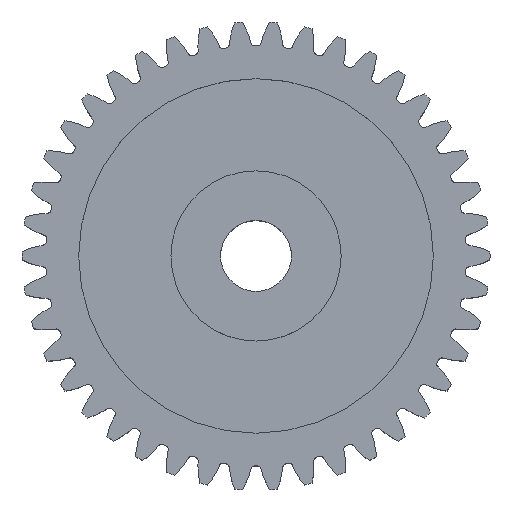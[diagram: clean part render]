
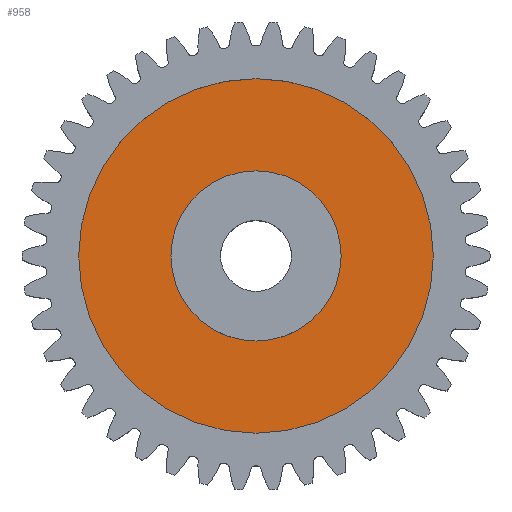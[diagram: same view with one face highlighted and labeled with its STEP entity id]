
A CAD part, top view. The second image highlights one B-rep face of the part: STEP entity #958.
In plain terms, the highlighted planar face has unit normal (0, 0, 1).
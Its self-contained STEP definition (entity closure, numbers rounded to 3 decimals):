
#91 = VERTEX_POINT ( 'NONE', #3707 ) ;
#118 = VERTEX_POINT ( 'NONE', #3544 ) ;
#120 = EDGE_CURVE ( 'NONE', #91, #118, #3543, .T. ) ;
#155 = VERTEX_POINT ( 'NONE', #3572 ) ;
#160 = VERTEX_POINT ( 'NONE', #3617 ) ;
#161 = EDGE_CURVE ( 'NONE', #160, #155, #3660, .T. ) ;
#943 = EDGE_LOOP ( 'NONE', ( #959, #952 ) ) ;
#945 = EDGE_CURVE ( 'NONE', #118, #91, #4941, .T. ) ;
#946 = EDGE_CURVE ( 'NONE', #155, #160, #5117, .T. ) ;
#952 = ORIENTED_EDGE ( 'NONE', *, *, #946, .T. ) ;
#958 = ADVANCED_FACE ( 'NONE', ( #4973, #4929 ), #4927, .F. ) ;
#959 = ORIENTED_EDGE ( 'NONE', *, *, #161, .T. ) ;
#960 = ORIENTED_EDGE ( 'NONE', *, *, #120, .F. ) ;
#965 = ORIENTED_EDGE ( 'NONE', *, *, #945, .F. ) ;
#1011 = EDGE_LOOP ( 'NONE', ( #965, #960 ) ) ;
#3543 = CIRCLE ( 'NONE', #3592, 25. ) ;
#3544 = CARTESIAN_POINT ( 'NONE',  ( -25., 0., 8.5 ) ) ;
#3572 = CARTESIAN_POINT ( 'NONE',  ( 12., 0., 8.5 ) ) ;
#3589 = DIRECTION ( 'NONE',  ( -1., 0., 0. ) ) ;
#3590 = DIRECTION ( 'NONE',  ( 0., 0., -1. ) ) ;
#3591 = CARTESIAN_POINT ( 'NONE',  ( 0., 0., 8.5 ) ) ;
#3592 = AXIS2_PLACEMENT_3D ( 'NONE', #3591, #3590, #3589 ) ;
#3617 = CARTESIAN_POINT ( 'NONE',  ( -12., 0., 8.5 ) ) ;
#3618 = CARTESIAN_POINT ( 'NONE',  ( 0., 0., 8.5 ) ) ;
#3651 = DIRECTION ( 'NONE',  ( -1., 0., 0. ) ) ;
#3652 = DIRECTION ( 'NONE',  ( 0., 0., -1. ) ) ;
#3655 = AXIS2_PLACEMENT_3D ( 'NONE', #3618, #3652, #3651 ) ;
#3660 = CIRCLE ( 'NONE', #3655, 12. ) ;
#3707 = CARTESIAN_POINT ( 'NONE',  ( 25., 0., 8.5 ) ) ;
#4920 = AXIS2_PLACEMENT_3D ( 'NONE', #4948, #4984, #4983 ) ;
#4923 = DIRECTION ( 'NONE',  ( -1., 0., 0. ) ) ;
#4924 = DIRECTION ( 'NONE',  ( 0., 0., -1. ) ) ;
#4925 = AXIS2_PLACEMENT_3D ( 'NONE', #4940, #4924, #4923 ) ;
#4927 = PLANE ( 'NONE',  #4974 ) ;
#4929 = FACE_OUTER_BOUND ( 'NONE', #1011, .T. ) ;
#4940 = CARTESIAN_POINT ( 'NONE',  ( 0., 0., 8.5 ) ) ;
#4941 = CIRCLE ( 'NONE', #4925, 25. ) ;
#4948 = CARTESIAN_POINT ( 'NONE',  ( 0., 0., 8.5 ) ) ;
#4963 = DIRECTION ( 'NONE',  ( -1., 0., 0. ) ) ;
#4973 = FACE_BOUND ( 'NONE', #943, .T. ) ;
#4974 = AXIS2_PLACEMENT_3D ( 'NONE', #4979, #4978, #4963 ) ;
#4978 = DIRECTION ( 'NONE',  ( 0., 0., -1. ) ) ;
#4979 = CARTESIAN_POINT ( 'NONE',  ( 0., 0., 8.5 ) ) ;
#4983 = DIRECTION ( 'NONE',  ( -1., 0., 0. ) ) ;
#4984 = DIRECTION ( 'NONE',  ( 0., 0., -1. ) ) ;
#5117 = CIRCLE ( 'NONE', #4920, 12. ) ;
